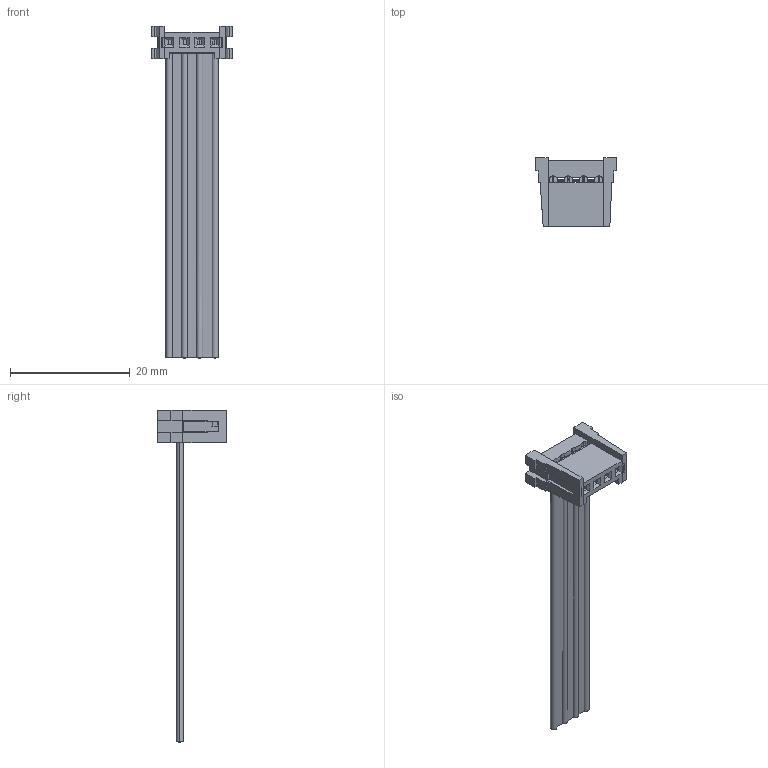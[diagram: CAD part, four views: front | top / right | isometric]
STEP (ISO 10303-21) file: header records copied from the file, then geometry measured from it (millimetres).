
FILE_DESCRIPTION (( 'STEP AP203' ), '1' );
FILE_NAME ('8880141.STEP', '2015-06-26T11:40:22', ( '' ), ( '' ), 'SwSTEP 2.0', 'SolidWorks 2015', '' );
FILE_SCHEMA (( 'CONFIG_CONTROL_DESIGN' ));
Length unit declared in the file: millimetre
Products named in the file (1): 8880141
Bounding box: 13.54 x 11.5 x 55.43 mm (x, y, z)
Surface area: 3270.8 mm2 (no closed solid volume)
Topology: 0 solids, 27 shells, 708 faces, 2004 edges, 1329 vertices
Faces by surface type: plane 567, cylinder 141
Entity records: 23377 total; most frequent: CARTESIAN_POINT 4846, ORIENTED_EDGE 3903, DIRECTION 3641, EDGE_CURVE 2004, VECTOR 1625, LINE 1625, VERTEX_POINT 1329, AXIS2_PLACEMENT_3D 1008
